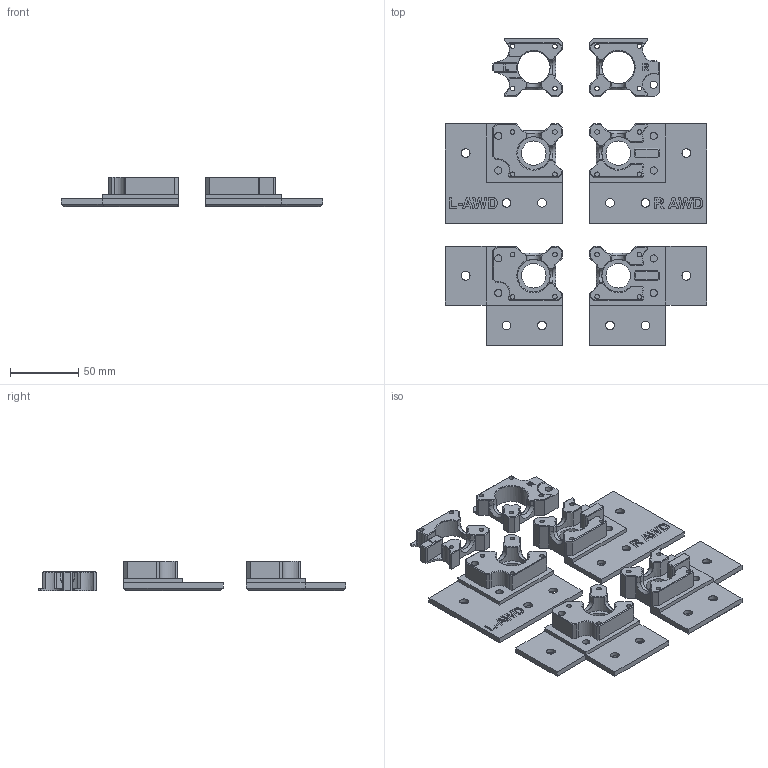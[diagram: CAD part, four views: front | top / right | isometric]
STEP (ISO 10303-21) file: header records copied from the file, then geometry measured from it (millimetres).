
FILE_DESCRIPTION(/* description */ (''),/* implementation_level */ '2;1');
FILE_NAME(/* name */ 'BRS-AWD-stock.step',/* time_stamp */ '2024-02-27T00:08:42+01:00',/* author */ (''),/* organization */ (''),/* preprocessor_version */ 'ST-DEVELOPER v20',/* originating_system */ 'Autodesk Translation Framework v12.20.1.177',/* authorisation */ '');
FILE_SCHEMA (('AUTOMOTIVE_DESIGN { 1 0 10303 214 3 1 1 }'));
Length unit declared in the file: millimetre
Products named in the file (7): BRS-AWD-stock; xy_motor_cage_top_L; xy_motor_cage_bottom_L; xy_motor_cage_bottom_R; xy_motor_cage_top_R; xy_motor_cage_top_L (1); xy_motor_cage_top_R (1)
Assembly tree (6 placements, depth 2):
  BRS-AWD-stock
    xy_motor_cage_top_L
    xy_motor_cage_bottom_L
    xy_motor_cage_bottom_R
    xy_motor_cage_top_R
    xy_motor_cage_top_L (1)
    xy_motor_cage_top_R (1)
Bounding box: 192 x 226 x 22 mm (x, y, z)
Volume: 212119.1 mm3; surface area: 86479.5 mm2
Topology: 6 solids, 6 shells, 924 faces, 2220 edges, 1375 vertices
Faces by surface type: plane 705, cylinder 97, bspline 64, cone 58
Full cylindrical faces by diameter (mm): 3.3 x24, 5.3 x9, 6.25 x16, 6.4 x12, 18 x4, 24 x4
Entity records: 27220 total; most frequent: CARTESIAN_POINT 5909, ORIENTED_EDGE 4440, DIRECTION 4054, EDGE_CURVE 2220, LINE 1764, VECTOR 1764, VERTEX_POINT 1375, AXIS2_PLACEMENT_3D 1145
